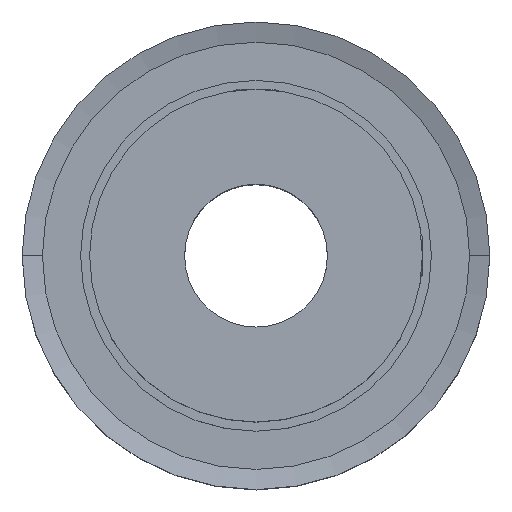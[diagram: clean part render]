
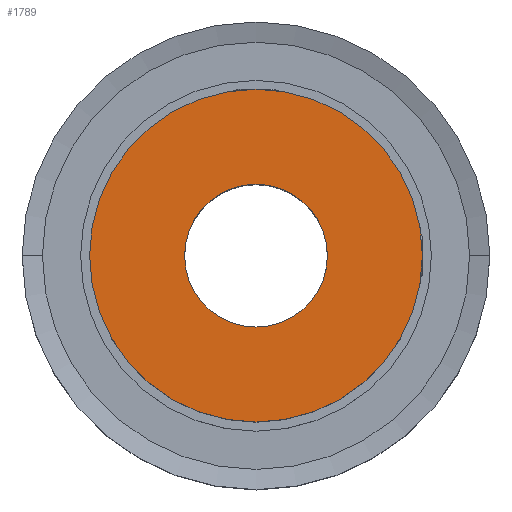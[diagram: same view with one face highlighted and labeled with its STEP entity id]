
A CAD part, top view. The second image highlights one B-rep face of the part: STEP entity #1789.
In plain terms, the highlighted planar face has unit normal (0, 0, 1).
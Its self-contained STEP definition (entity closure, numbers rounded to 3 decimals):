
#103 = DIRECTION ( 'NONE',  ( 1., 0., 0. ) ) ;
#198 = VERTEX_POINT ( 'NONE', #5122 ) ;
#381 = CARTESIAN_POINT ( 'NONE',  ( -7.938, 0., 34. ) ) ;
#382 = DIRECTION ( 'NONE',  ( 1., 0., 0. ) ) ;
#525 = CARTESIAN_POINT ( 'NONE',  ( 18.5, 0., 34. ) ) ;
#937 = DIRECTION ( 'NONE',  ( 0., 0., 1. ) ) ;
#1090 = ORIENTED_EDGE ( 'NONE', *, *, #2357, .T. ) ;
#1195 = ORIENTED_EDGE ( 'NONE', *, *, #7117, .T. ) ;
#1318 = DIRECTION ( 'NONE',  ( 0., 0., 1. ) ) ;
#1474 = CARTESIAN_POINT ( 'NONE',  ( 0., 0., 34. ) ) ;
#1536 = DIRECTION ( 'NONE',  ( 1., 0., 0. ) ) ;
#1789 = ADVANCED_FACE ( 'NONE', ( #2214, #3908 ), #3273, .T. ) ;
#1917 = EDGE_LOOP ( 'NONE', ( #7470, #4770 ) ) ;
#2158 = AXIS2_PLACEMENT_3D ( 'NONE', #7315, #4347, #6711 ) ;
#2214 = FACE_BOUND ( 'NONE', #1917, .T. ) ;
#2357 = EDGE_CURVE ( 'NONE', #198, #7324, #5871, .T. ) ;
#2624 = CIRCLE ( 'NONE', #6843, 18.5 ) ;
#3094 = EDGE_CURVE ( 'NONE', #6864, #7705, #3146, .T. ) ;
#3146 = CIRCLE ( 'NONE', #4632, 7.938 ) ;
#3273 = PLANE ( 'NONE',  #6349 ) ;
#3343 = DIRECTION ( 'NONE',  ( 1., 0., 0. ) ) ;
#3451 = EDGE_CURVE ( 'NONE', #7705, #6864, #4637, .T. ) ;
#3712 = CARTESIAN_POINT ( 'NONE',  ( 0., 0., 34. ) ) ;
#3908 = FACE_OUTER_BOUND ( 'NONE', #4241, .T. ) ;
#4241 = EDGE_LOOP ( 'NONE', ( #1090, #1195 ) ) ;
#4347 = DIRECTION ( 'NONE',  ( 0., 0., 1. ) ) ;
#4632 = AXIS2_PLACEMENT_3D ( 'NONE', #6376, #5819, #1536 ) ;
#4637 = CIRCLE ( 'NONE', #2158, 7.938 ) ;
#4770 = ORIENTED_EDGE ( 'NONE', *, *, #3094, .F. ) ;
#5122 = CARTESIAN_POINT ( 'NONE',  ( -18.5, 0., 34. ) ) ;
#5745 = AXIS2_PLACEMENT_3D ( 'NONE', #1474, #937, #382 ) ;
#5819 = DIRECTION ( 'NONE',  ( 0., 0., 1. ) ) ;
#5871 = CIRCLE ( 'NONE', #5745, 18.5 ) ;
#6342 = DIRECTION ( 'NONE',  ( 0., 0., 1. ) ) ;
#6349 = AXIS2_PLACEMENT_3D ( 'NONE', #7450, #6342, #3343 ) ;
#6376 = CARTESIAN_POINT ( 'NONE',  ( 0., 0., 34. ) ) ;
#6711 = DIRECTION ( 'NONE',  ( 1., 0., 0. ) ) ;
#6843 = AXIS2_PLACEMENT_3D ( 'NONE', #3712, #1318, #103 ) ;
#6864 = VERTEX_POINT ( 'NONE', #381 ) ;
#6956 = CARTESIAN_POINT ( 'NONE',  ( 7.938, 0., 34. ) ) ;
#7117 = EDGE_CURVE ( 'NONE', #7324, #198, #2624, .T. ) ;
#7315 = CARTESIAN_POINT ( 'NONE',  ( 0., 0., 34. ) ) ;
#7324 = VERTEX_POINT ( 'NONE', #525 ) ;
#7450 = CARTESIAN_POINT ( 'NONE',  ( 0., 0., 34. ) ) ;
#7470 = ORIENTED_EDGE ( 'NONE', *, *, #3451, .F. ) ;
#7705 = VERTEX_POINT ( 'NONE', #6956 ) ;
